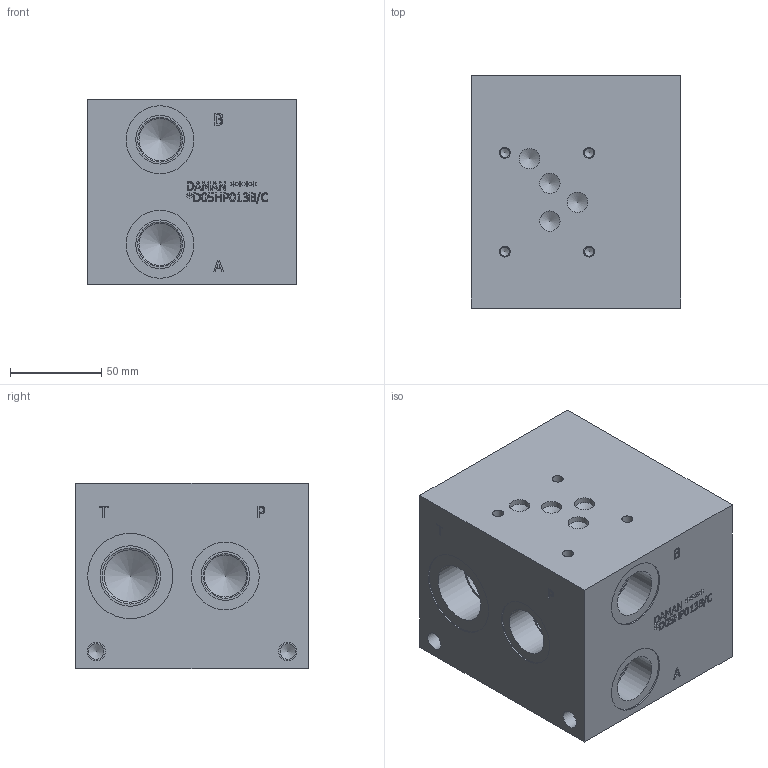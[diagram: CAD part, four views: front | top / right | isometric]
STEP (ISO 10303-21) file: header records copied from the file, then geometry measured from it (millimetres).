
FILE_DESCRIPTION(/* description */ (''),/* implementation_level */ '2;1');
FILE_NAME(/* name */ '_D05HP013B~C.stp',/* time_stamp */ '2020-03-10T15:55:16-04:00',/* author */ ('devonn'),/* organization */ (''),/* preprocessor_version */ 'ST-DEVELOPER v17',/* originating_system */ 'Autodesk Inventor 2019',/* authorisation */ '');
FILE_SCHEMA (('AUTOMOTIVE_DESIGN { 1 0 10303 214 3 1 1 }'));
Length unit declared in the file: millimetre
Products named in the file (1): Part_AD05HP013B~C_3D
Bounding box: 114.3 x 127 x 101.6 mm (x, y, z)
Volume: 1330742.6 mm3; surface area: 102222.7 mm2
Topology: 1 solids, 1 shells, 552 faces, 1514 edges, 1027 vertices
Faces by surface type: plane 332, bspline 141, cylinder 50, cone 29
Full cylindrical faces by diameter (mm): 5.004 x4, 5.994 x4, 8.509 x4, 10.008 x4, 11.113 x2, 11.125 x2, 14.3 x1, 15.9 x1, 20.62 x1, 22.23 x1, 22.54 x1, 23.012 x4, 24.409 x4, 26.543 x4, 28.575 x2, 30.16 x1, 30.632 x2, 32.995 x1, 33 x1, 37.109 x4, 46.558 x2
Entity records: 18616 total; most frequent: CARTESIAN_POINT 4908, ORIENTED_EDGE 2990, DIRECTION 2229, EDGE_CURVE 1495, VERTEX_POINT 1027, LINE 1021, VECTOR 1021, EDGE_LOOP 634
